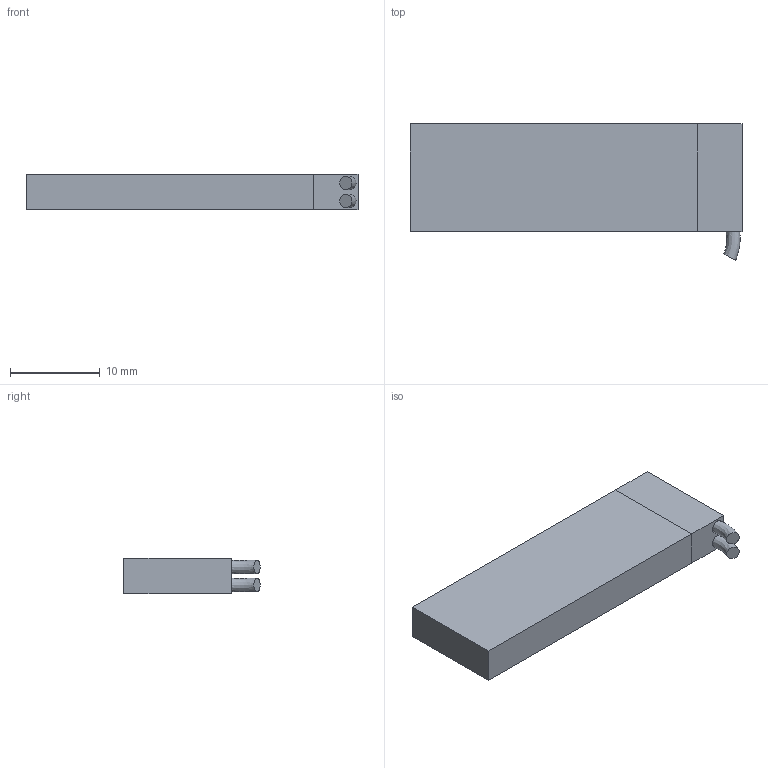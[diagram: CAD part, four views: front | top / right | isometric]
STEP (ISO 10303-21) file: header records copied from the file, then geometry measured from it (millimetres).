
FILE_DESCRIPTION(/* description */ (''),/* implementation_level */ '2;1');
FILE_NAME(/* name */ 'LiPo_Battery_120mAh v1.step',/* time_stamp */ '2020-05-04T21:26:15+03:00',/* author */ (''),/* organization */ (''),/* preprocessor_version */ 'ST-DEVELOPER v18.1',/* originating_system */ 'Autodesk Translation Framework v9.2.0.1227',/* authorisation */ '');
FILE_SCHEMA (('AUTOMOTIVE_DESIGN { 1 0 10303 214 3 1 1 }'));
Length unit declared in the file: millimetre
Products named in the file (1): LiPo_Battery_120mAh
Bounding box: 37 x 15.19 x 4 mm (x, y, z)
Volume: 1786.2 mm3; surface area: 1314.3 mm2
Topology: 3 solids, 3 shells, 16 faces, 26 edges, 16 vertices
Faces by surface type: plane 14, bspline 2
Entity records: 531 total; most frequent: CARTESIAN_POINT 165, DIRECTION 58, ORIENTED_EDGE 52, EDGE_CURVE 26, LINE 20, VECTOR 20, AXIS2_PLACEMENT_3D 19, STYLED_ITEM 17
